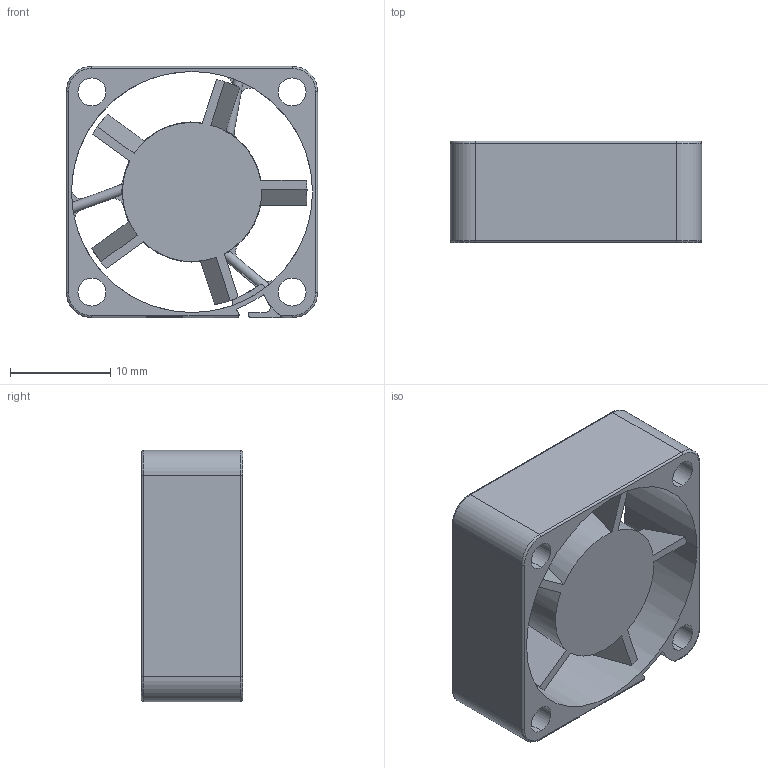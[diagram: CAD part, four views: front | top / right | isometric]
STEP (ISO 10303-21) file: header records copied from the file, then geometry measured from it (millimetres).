
FILE_DESCRIPTION((''),'2;1');
FILE_NAME('ASM0001_ASM','2016-12-13T',('durant.qian'),(''),'PRO/ENGINEER BY PARAMETRIC TECHNOLOGY CORPORATION, 2012480','PRO/ENGINEER BY PARAMETRIC TECHNOLOGY CORPORATION, 2012480','');
FILE_SCHEMA(('CONFIG_CONTROL_DESIGN'));
Length unit declared in the file: millimetre
Products named in the file (3): 410201470000; PRT0001; ASM0001_ASM
Assembly tree (2 placements, depth 2):
  ASM0001_ASM
    410201470000
    PRT0001
Bounding box: 25.1 x 10.12 x 25.1 mm (x, y, z)
Volume: 2554.3 mm3; surface area: 3690.7 mm2
Topology: 2 solids, 2 shells, 140 faces, 388 edges, 251 vertices
Faces by surface type: plane 65, cylinder 64, torus 9, sphere 2
Entity records: 4697 total; most frequent: CARTESIAN_POINT 955, DIRECTION 777, ORIENTED_EDGE 776, EDGE_CURVE 388, AXIS2_PLACEMENT_3D 281, VERTEX_POINT 251, VECTOR 215, LINE 215
